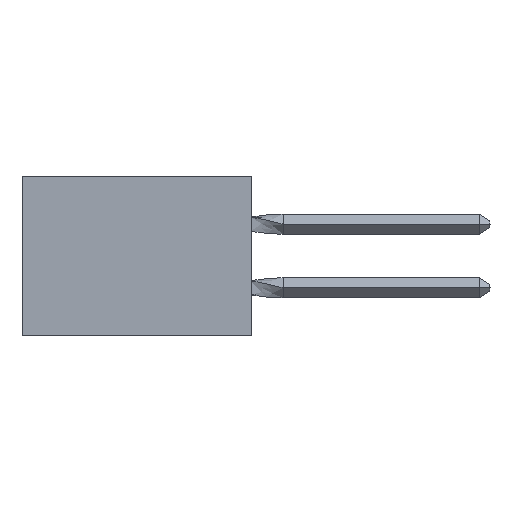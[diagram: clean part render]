
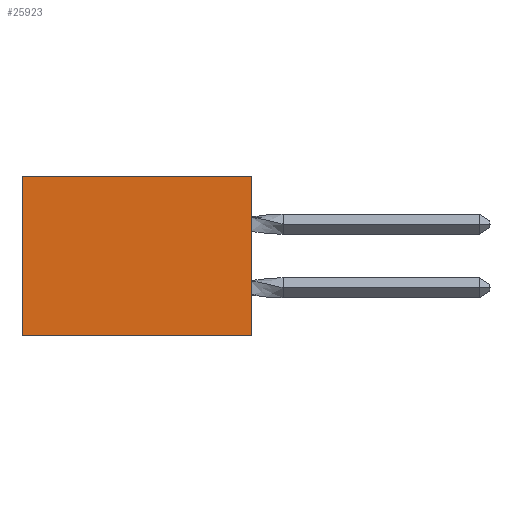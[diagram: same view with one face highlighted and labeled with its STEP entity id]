
A CAD part, left-side view. The second image highlights one B-rep face of the part: STEP entity #25923.
In plain terms, the highlighted planar face has unit normal (-1, 0, 0).
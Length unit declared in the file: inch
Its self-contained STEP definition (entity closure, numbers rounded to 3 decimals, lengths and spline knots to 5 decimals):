
#112 = ORIENTED_EDGE ( 'NONE', *, *, #28386, .F. ) ;
#365 = CARTESIAN_POINT ( 'NONE',  ( 0.305, 0., -0.5 ) ) ;
#391 = CARTESIAN_POINT ( 'NONE',  ( 0.305, 0., -0.5 ) ) ;
#3382 = VERTEX_POINT ( 'NONE', #3890 ) ;
#3481 = DIRECTION ( 'NONE',  ( 0., 1., 0. ) ) ;
#3842 = CARTESIAN_POINT ( 'NONE',  ( 0.305, 0., 0. ) ) ;
#3849 = VERTEX_POINT ( 'NONE', #10427 ) ;
#3890 = CARTESIAN_POINT ( 'NONE',  ( 0.305, 0.72, 0. ) ) ;
#4547 = EDGE_LOOP ( 'NONE', ( #21777, #5617, #112, #17893 ) ) ;
#5617 = ORIENTED_EDGE ( 'NONE', *, *, #8027, .F. ) ;
#7023 = PLANE ( 'NONE',  #22582 ) ;
#8027 = EDGE_CURVE ( 'NONE', #22023, #3849, #15702, .T. ) ;
#9923 = VECTOR ( 'NONE', #3481, 39.37008 ) ;
#10166 = CARTESIAN_POINT ( 'NONE',  ( 0.305, 0.72, -0.5 ) ) ;
#10427 = CARTESIAN_POINT ( 'NONE',  ( 0.305, 0.72, -0.5 ) ) ;
#10639 = DIRECTION ( 'NONE',  ( 0., 0., -1. ) ) ;
#11200 = VERTEX_POINT ( 'NONE', #3842 ) ;
#12011 = VECTOR ( 'NONE', #10639, 39.37008 ) ;
#12319 = DIRECTION ( 'NONE',  ( 0., 0., -1. ) ) ;
#13078 = VECTOR ( 'NONE', #13612, 39.37008 ) ;
#13612 = DIRECTION ( 'NONE',  ( 0., 1., 0. ) ) ;
#14627 = LINE ( 'NONE', #21316, #13078 ) ;
#15642 = EDGE_CURVE ( 'NONE', #11200, #3382, #14627, .T. ) ;
#15702 = LINE ( 'NONE', #391, #9923 ) ;
#16908 = FACE_OUTER_BOUND ( 'NONE', #4547, .T. ) ;
#17893 = ORIENTED_EDGE ( 'NONE', *, *, #15642, .T. ) ;
#18551 = LINE ( 'NONE', #20524, #12011 ) ;
#19914 = VECTOR ( 'NONE', #19930, 39.37008 ) ;
#19930 = DIRECTION ( 'NONE',  ( 0., 0., -1. ) ) ;
#20524 = CARTESIAN_POINT ( 'NONE',  ( 0.305, 0., -0.5 ) ) ;
#21316 = CARTESIAN_POINT ( 'NONE',  ( 0.305, 0., 0. ) ) ;
#21777 = ORIENTED_EDGE ( 'NONE', *, *, #26655, .T. ) ;
#22023 = VERTEX_POINT ( 'NONE', #365 ) ;
#22582 = AXIS2_PLACEMENT_3D ( 'NONE', #27045, #26730, #12319 ) ;
#25923 = ADVANCED_FACE ( 'NONE', ( #16908 ), #7023, .F. ) ;
#26459 = LINE ( 'NONE', #10166, #19914 ) ;
#26655 = EDGE_CURVE ( 'NONE', #3382, #3849, #26459, .T. ) ;
#26730 = DIRECTION ( 'NONE',  ( 1., 0., 0. ) ) ;
#27045 = CARTESIAN_POINT ( 'NONE',  ( 0.305, 0., -0.5 ) ) ;
#28386 = EDGE_CURVE ( 'NONE', #11200, #22023, #18551, .T. ) ;
